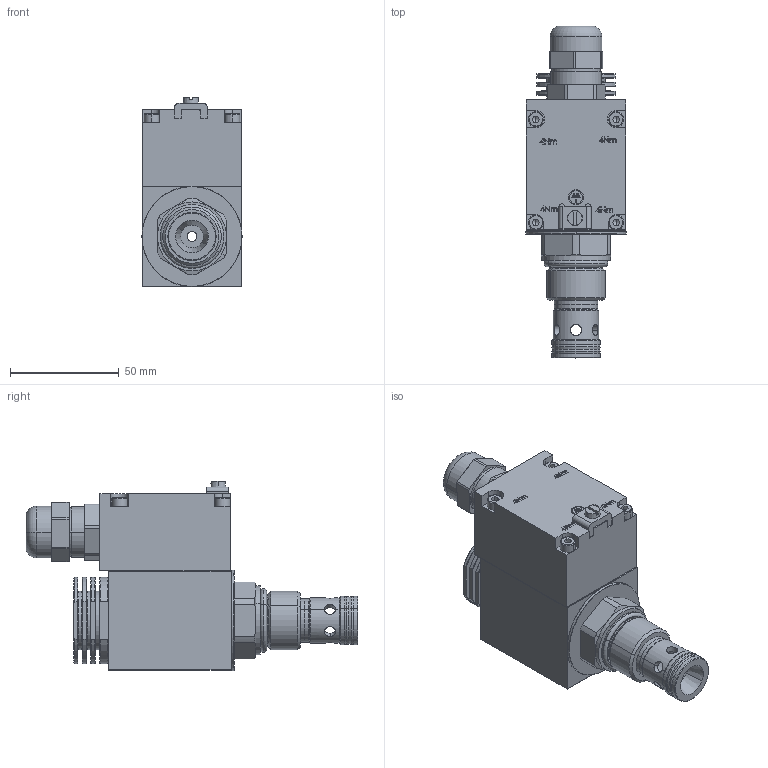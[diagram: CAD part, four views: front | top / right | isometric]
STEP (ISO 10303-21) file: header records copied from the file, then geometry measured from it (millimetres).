
FILE_DESCRIPTION((''),'2;1');
FILE_NAME('SD3EX_C2_ASM','2019-05-16T',('l.soukupova'),(''),'PRO/ENGINEER BY PARAMETRIC TECHNOLOGY CORPORATION, 2015440','PRO/ENGINEER BY PARAMETRIC TECHNOLOGY CORPORATION, 2015440','');
FILE_SCHEMA(('AUTOMOTIVE_DESIGN { 1 0 10303 214 1 1 1 1 }'));
Length unit declared in the file: millimetre
Products named in the file (22): JOCHSCHEIBE_B; ORING2118; SPULENK_RPER_B; ORING_2027; KORPUS; BEFESTIGUNGSMUTTER_B; MUTTER; STECKERGEH_USE; GEHAUESE_B; PODLOZKA_NULAK; CSN_021131_M4X10; DIN912_M4X35; COIL_ATEX_ASM; 34190800; 34190700_PO-A_SEST_ASM; 34237900_M9_PO-B_AF0_ASM; 34272100; SSA02222196238C0_341807; ORAR00912_201313; OR2002200_156053; 342544_SD3E-C2_H2O2M9_B_ASM; SD3EX_C2_ASM
Assembly tree (24 placements, depth 5):
  SD3EX_C2_ASM
    COIL_ATEX_ASM
      JOCHSCHEIBE_B
      ORING2118
      SPULENK_RPER_B
      ORING_2027
      KORPUS
      BEFESTIGUNGSMUTTER_B
      MUTTER
      STECKERGEH_USE
      GEHAUESE_B
      PODLOZKA_NULAK
      CSN_021131_M4X10
      DIN912_M4X35  x4
    342544_SD3E-C2_H2O2M9_B_ASM
      34237900_M9_PO-B_AF0_ASM
        34190700_PO-A_SEST_ASM
          34190800
      34272100
      SSA02222196238C0_341807
      ORAR00912_201313
      OR2002200_156053
Bounding box: 46.2 x 152.89 x 87.2 mm (x, y, z)
Volume: 175101.5 mm3; surface area: 96334.7 mm2
Topology: 20 solids, 28 shells, 958 faces, 2364 edges, 1522 vertices
Faces by surface type: plane 385, cylinder 269, cone 148, torus 119, bspline 36, sphere 1
Entity records: 37975 total; most frequent: CARTESIAN_POINT 8458, DIRECTION 4725, ORIENTED_EDGE 4292, EDGE_CURVE 2155, PRESENTATION_STYLE_ASSIGNMENT 2147, STYLED_ITEM 2128, CURVE_STYLE 2083, AXIS2_PLACEMENT_3D 1797
